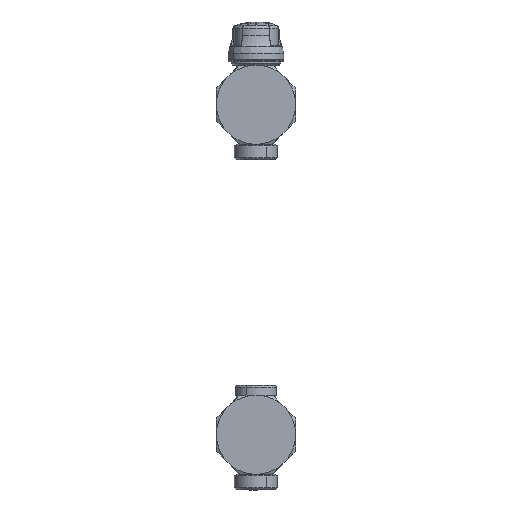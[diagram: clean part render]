
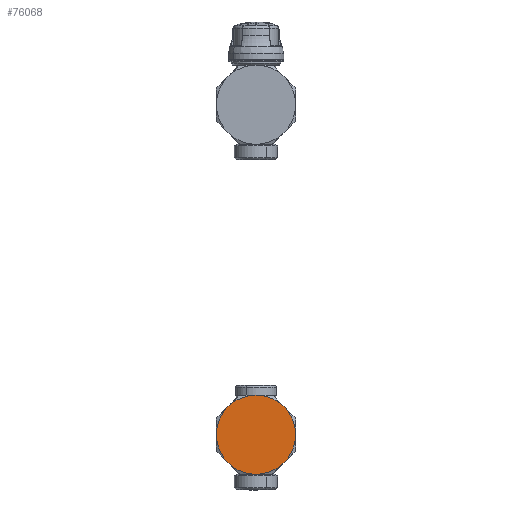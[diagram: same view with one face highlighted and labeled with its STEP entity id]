
A CAD part, front view. The second image highlights one B-rep face of the part: STEP entity #76068.
In plain terms, the highlighted planar face has unit normal (0, -1, 0).
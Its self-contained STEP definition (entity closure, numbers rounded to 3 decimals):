
#75981=CARTESIAN_POINT('Axis2P3D Location',(0.,-100.,-60.401)) ;
#75986=CARTESIAN_POINT('Axis2P3D Location',(0.,-100.,-36.401)) ;
#75990=CARTESIAN_POINT('Vertex',(0.,-100.,-12.401)) ;
#75992=CARTESIAN_POINT('Vertex',(-11.506,-100.,-15.339)) ;
#75995=CARTESIAN_POINT('Axis2P3D Location',(0.,-100.,-36.401)) ;
#75999=CARTESIAN_POINT('Vertex',(-16.971,-100.,-19.431)) ;
#76002=CARTESIAN_POINT('Axis2P3D Location',(0.,-100.,-36.401)) ;
#76006=CARTESIAN_POINT('Vertex',(-24.,-100.,-36.401)) ;
#76009=CARTESIAN_POINT('Axis2P3D Location',(0.,-100.,-36.401)) ;
#76013=CARTESIAN_POINT('Vertex',(-16.971,-100.,-53.372)) ;
#76016=CARTESIAN_POINT('Axis2P3D Location',(0.,-100.,-36.401)) ;
#76020=CARTESIAN_POINT('Vertex',(0.,-100.,-60.401)) ;
#76023=CARTESIAN_POINT('Axis2P3D Location',(0.,-100.,-36.401)) ;
#76027=CARTESIAN_POINT('Vertex',(11.506,-100.,-57.463)) ;
#76030=CARTESIAN_POINT('Axis2P3D Location',(0.,-100.,-36.401)) ;
#76034=CARTESIAN_POINT('Vertex',(16.971,-100.,-53.372)) ;
#76037=CARTESIAN_POINT('Axis2P3D Location',(0.,-100.,-36.401)) ;
#76041=CARTESIAN_POINT('Vertex',(24.,-100.,-36.401)) ;
#76044=CARTESIAN_POINT('Axis2P3D Location',(0.,-100.,-36.401)) ;
#76048=CARTESIAN_POINT('Vertex',(16.971,-100.,-19.431)) ;
#76051=CARTESIAN_POINT('Axis2P3D Location',(0.,-100.,-36.401)) ;
#75982=DIRECTION('Axis2P3D Direction',(0.,-1.,0.)) ;
#75983=DIRECTION('Axis2P3D XDirection',(1.,0.,0.)) ;
#75987=DIRECTION('Axis2P3D Direction',(0.,-1.,0.)) ;
#75996=DIRECTION('Axis2P3D Direction',(0.,-1.,0.)) ;
#76003=DIRECTION('Axis2P3D Direction',(0.,-1.,0.)) ;
#76010=DIRECTION('Axis2P3D Direction',(0.,-1.,0.)) ;
#76017=DIRECTION('Axis2P3D Direction',(0.,-1.,0.)) ;
#76024=DIRECTION('Axis2P3D Direction',(0.,-1.,0.)) ;
#76031=DIRECTION('Axis2P3D Direction',(0.,-1.,0.)) ;
#76038=DIRECTION('Axis2P3D Direction',(0.,-1.,0.)) ;
#76045=DIRECTION('Axis2P3D Direction',(0.,-1.,0.)) ;
#76052=DIRECTION('Axis2P3D Direction',(0.,-1.,0.)) ;
#75984=AXIS2_PLACEMENT_3D('Plane Axis2P3D',#75981,#75982,#75983) ;
#75988=AXIS2_PLACEMENT_3D('Circle Axis2P3D',#75986,#75987,$) ;
#75997=AXIS2_PLACEMENT_3D('Circle Axis2P3D',#75995,#75996,$) ;
#76004=AXIS2_PLACEMENT_3D('Circle Axis2P3D',#76002,#76003,$) ;
#76011=AXIS2_PLACEMENT_3D('Circle Axis2P3D',#76009,#76010,$) ;
#76018=AXIS2_PLACEMENT_3D('Circle Axis2P3D',#76016,#76017,$) ;
#76025=AXIS2_PLACEMENT_3D('Circle Axis2P3D',#76023,#76024,$) ;
#76032=AXIS2_PLACEMENT_3D('Circle Axis2P3D',#76030,#76031,$) ;
#76039=AXIS2_PLACEMENT_3D('Circle Axis2P3D',#76037,#76038,$) ;
#76046=AXIS2_PLACEMENT_3D('Circle Axis2P3D',#76044,#76045,$) ;
#76053=AXIS2_PLACEMENT_3D('Circle Axis2P3D',#76051,#76052,$) ;
#75989=CIRCLE('generated circle',#75988,24.) ;
#75998=CIRCLE('generated circle',#75997,24.) ;
#76005=CIRCLE('generated circle',#76004,24.) ;
#76012=CIRCLE('generated circle',#76011,24.) ;
#76019=CIRCLE('generated circle',#76018,24.) ;
#76026=CIRCLE('generated circle',#76025,24.) ;
#76033=CIRCLE('generated circle',#76032,24.) ;
#76040=CIRCLE('generated circle',#76039,24.) ;
#76047=CIRCLE('generated circle',#76046,24.) ;
#76054=CIRCLE('generated circle',#76053,24.) ;
#75985=PLANE('',#75984) ;
#75994=EDGE_CURVE('',#75991,#75993,#75989,.T.) ;
#76001=EDGE_CURVE('',#75993,#76000,#75998,.T.) ;
#76008=EDGE_CURVE('',#76000,#76007,#76005,.T.) ;
#76015=EDGE_CURVE('',#76007,#76014,#76012,.T.) ;
#76022=EDGE_CURVE('',#76014,#76021,#76019,.T.) ;
#76029=EDGE_CURVE('',#76021,#76028,#76026,.T.) ;
#76036=EDGE_CURVE('',#76028,#76035,#76033,.T.) ;
#76043=EDGE_CURVE('',#76035,#76042,#76040,.T.) ;
#76050=EDGE_CURVE('',#76042,#76049,#76047,.T.) ;
#76055=EDGE_CURVE('',#76049,#75991,#76054,.T.) ;
#76057=ORIENTED_EDGE('',*,*,#75994,.T.) ;
#76058=ORIENTED_EDGE('',*,*,#76001,.T.) ;
#76059=ORIENTED_EDGE('',*,*,#76008,.T.) ;
#76060=ORIENTED_EDGE('',*,*,#76015,.T.) ;
#76061=ORIENTED_EDGE('',*,*,#76022,.T.) ;
#76062=ORIENTED_EDGE('',*,*,#76029,.T.) ;
#76063=ORIENTED_EDGE('',*,*,#76036,.T.) ;
#76064=ORIENTED_EDGE('',*,*,#76043,.T.) ;
#76065=ORIENTED_EDGE('',*,*,#76050,.T.) ;
#76066=ORIENTED_EDGE('',*,*,#76055,.T.) ;
#76056=EDGE_LOOP('',(#76057,#76058,#76059,#76060,#76061,#76062,#76063,#76064,#76065,#76066)) ;
#75991=VERTEX_POINT('',#75990) ;
#75993=VERTEX_POINT('',#75992) ;
#76000=VERTEX_POINT('',#75999) ;
#76007=VERTEX_POINT('',#76006) ;
#76014=VERTEX_POINT('',#76013) ;
#76021=VERTEX_POINT('',#76020) ;
#76028=VERTEX_POINT('',#76027) ;
#76035=VERTEX_POINT('',#76034) ;
#76042=VERTEX_POINT('',#76041) ;
#76049=VERTEX_POINT('',#76048) ;
#76068=ADVANCED_FACE('PartBody',(#76067),#75985,.T.) ;
#76067=FACE_OUTER_BOUND('',#76056,.T.) ;
